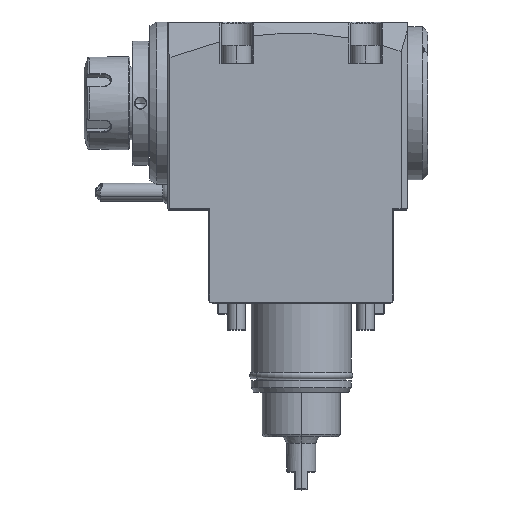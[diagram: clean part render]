
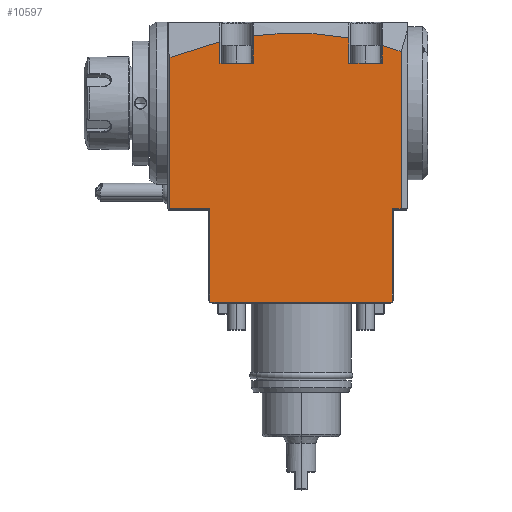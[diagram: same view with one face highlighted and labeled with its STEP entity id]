
A CAD part, top view. The second image highlights one B-rep face of the part: STEP entity #10597.
In plain terms, the highlighted planar face has unit normal (0, 0, 1).
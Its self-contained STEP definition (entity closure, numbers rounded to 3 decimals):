
#3165=DIRECTION('',(-0.265,0.964,0.));
#3166=VECTOR('',#3165,0.114);
#3167=CARTESIAN_POINT('',(23.5,117.491,37.5));
#3168=LINE('',#3167,#3166);
#3169=DIRECTION('',(0.,1.,0.));
#3170=VECTOR('',#3169,9.491);
#3171=CARTESIAN_POINT('',(23.5,108.,37.5));
#3172=LINE('',#3171,#3170);
#3173=DIRECTION('',(0.,-1.,0.));
#3174=VECTOR('',#3173,12.317);
#3175=CARTESIAN_POINT('',(38.5,120.317,37.5));
#3176=LINE('',#3175,#3174);
#3177=CARTESIAN_POINT('',(38.5,120.317,37.5));
#3178=CARTESIAN_POINT('',(45.692,121.235,37.5));
#3179=CARTESIAN_POINT('',(60.05,121.978,37.5));
#3180=CARTESIAN_POINT('',(74.358,120.558,37.5));
#3181=CARTESIAN_POINT('',(81.5,119.311,37.5));
#3183=DIRECTION('',(0.,1.,0.));
#3184=VECTOR('',#3183,11.311);
#3185=CARTESIAN_POINT('',(81.5,108.,37.5));
#3186=LINE('',#3185,#3184);
#3187=DIRECTION('',(0.,-1.,0.));
#3188=VECTOR('',#3187,7.759);
#3189=CARTESIAN_POINT('',(96.5,115.759,37.5));
#3190=LINE('',#3189,#3188);
#3191=DIRECTION('',(-0.268,-0.963,0.));
#3192=VECTOR('',#3191,0.135);
#3193=CARTESIAN_POINT('',(96.536,115.889,37.5));
#3194=LINE('',#3193,#3192);
#3195=CARTESIAN_POINT('',(96.536,115.889,37.5));
#3196=CARTESIAN_POINT('',(99.382,115.09,37.5));
#3197=CARTESIAN_POINT('',(102.203,114.212,37.5));
#3198=CARTESIAN_POINT('',(105.,113.259,37.5));
#3200=DIRECTION('',(0.,-1.,0.));
#3201=VECTOR('',#3200,70.759);
#3202=CARTESIAN_POINT('',(105.,113.259,37.5));
#3203=LINE('',#3202,#3201);
#3204=DIRECTION('',(1.,0.,0.));
#3205=VECTOR('',#3204,4.);
#3206=CARTESIAN_POINT('',(101.,42.5,37.5));
#3207=LINE('',#3206,#3205);
#3208=DIRECTION('',(0.,1.,0.));
#3209=VECTOR('',#3208,42.);
#3210=CARTESIAN_POINT('',(101.,0.5,37.5));
#3211=LINE('',#3210,#3209);
#3212=DIRECTION('',(-1.,0.,0.));
#3213=VECTOR('',#3212,82.);
#3214=CARTESIAN_POINT('',(101.,0.5,37.5));
#3215=LINE('',#3214,#3213);
#3216=DIRECTION('',(0.,-1.,0.));
#3217=VECTOR('',#3216,42.);
#3218=CARTESIAN_POINT('',(19.,42.5,37.5));
#3219=LINE('',#3218,#3217);
#3220=DIRECTION('',(1.,0.,0.));
#3221=VECTOR('',#3220,18.);
#3222=CARTESIAN_POINT('',(1.,42.5,37.5));
#3223=LINE('',#3222,#3221);
#3224=DIRECTION('',(0.,1.,0.));
#3225=VECTOR('',#3224,68.062);
#3226=CARTESIAN_POINT('',(1.,42.5,37.5));
#3227=LINE('',#3226,#3225);
#3228=CARTESIAN_POINT('',(23.47,117.601,37.5));
#3229=CARTESIAN_POINT('',(15.807,115.81,37.5));
#3230=CARTESIAN_POINT('',(8.324,113.441,37.5));
#3231=CARTESIAN_POINT('',(1.,110.562,37.5));
#3266=CARTESIAN_POINT('',(1.,110.562,37.5));
#3901=CARTESIAN_POINT('',(105.,113.259,37.5));
#4176=DIRECTION('',(-1.,0.,0.));
#4177=VECTOR('',#4176,15.);
#4178=CARTESIAN_POINT('',(96.5,108.,37.5));
#4179=LINE('',#4178,#4177);
#4229=CARTESIAN_POINT('',(38.5,120.317,37.5));
#4273=DIRECTION('',(-1.,0.,0.));
#4274=VECTOR('',#4273,15.);
#4275=CARTESIAN_POINT('',(38.5,108.,37.5));
#4276=LINE('',#4275,#4274);
#6446=CARTESIAN_POINT('',(19.,42.5,37.5));
#6448=VERTEX_POINT('',#6446);
#6457=CARTESIAN_POINT('',(101.,0.5,37.5));
#6458=CARTESIAN_POINT('',(19.,0.5,37.5));
#6459=VERTEX_POINT('',#6457);
#6460=VERTEX_POINT('',#6458);
#6478=CARTESIAN_POINT('',(101.,42.5,37.5));
#6480=VERTEX_POINT('',#6478);
#6498=CARTESIAN_POINT('',(105.,42.5,37.5));
#6500=VERTEX_POINT('',#6498);
#6518=VERTEX_POINT('',#3901);
#6531=VERTEX_POINT('',#3266);
#6547=CARTESIAN_POINT('',(23.5,117.491,37.5));
#6549=VERTEX_POINT('',#6547);
#6564=CARTESIAN_POINT('',(23.47,117.601,37.5));
#6565=VERTEX_POINT('',#6564);
#6570=CARTESIAN_POINT('',(96.536,115.889,37.5));
#6571=VERTEX_POINT('',#6570);
#6575=VERTEX_POINT('',#4229);
#6576=CARTESIAN_POINT('',(38.5,108.,37.5));
#6577=VERTEX_POINT('',#6576);
#6602=VERTEX_POINT('',#3181);
#6608=CARTESIAN_POINT('',(81.5,108.,37.5));
#6610=VERTEX_POINT('',#6608);
#6613=CARTESIAN_POINT('',(96.5,115.759,37.5));
#6614=VERTEX_POINT('',#6613);
#6664=CARTESIAN_POINT('',(96.5,108.,37.5));
#6666=VERTEX_POINT('',#6664);
#6668=CARTESIAN_POINT('',(23.5,108.,37.5));
#6669=VERTEX_POINT('',#6668);
#6677=CARTESIAN_POINT('',(1.,42.5,37.5));
#6679=VERTEX_POINT('',#6677);
#10555=CARTESIAN_POINT('',(0.,126.5,37.5));
#10556=DIRECTION('',(0.,0.,1.));
#10557=DIRECTION('',(0.,-1.,0.));
#10558=AXIS2_PLACEMENT_3D('',#10555,#10556,#10557);
#10559=PLANE('',#10558);
#10561=ORIENTED_EDGE('',*,*,#10560,.F.);
#10563=ORIENTED_EDGE('',*,*,#10562,.F.);
#10565=ORIENTED_EDGE('',*,*,#10564,.F.);
#10567=ORIENTED_EDGE('',*,*,#10566,.F.);
#10569=ORIENTED_EDGE('',*,*,#10568,.T.);
#10571=ORIENTED_EDGE('',*,*,#10570,.F.);
#10573=ORIENTED_EDGE('',*,*,#10572,.F.);
#10575=ORIENTED_EDGE('',*,*,#10574,.F.);
#10577=ORIENTED_EDGE('',*,*,#10576,.F.);
#10579=ORIENTED_EDGE('',*,*,#10578,.T.);
#10581=ORIENTED_EDGE('',*,*,#10580,.T.);
#10583=ORIENTED_EDGE('',*,*,#10582,.F.);
#10585=ORIENTED_EDGE('',*,*,#10584,.F.);
#10586=ORIENTED_EDGE('',*,*,#10546,.T.);
#10588=ORIENTED_EDGE('',*,*,#10587,.F.);
#10590=ORIENTED_EDGE('',*,*,#10589,.F.);
#10592=ORIENTED_EDGE('',*,*,#10591,.T.);
#10594=ORIENTED_EDGE('',*,*,#10593,.F.);
#10595=EDGE_LOOP('',(#10561,#10563,#10565,#10567,#10569,#10571,#10573,#10575,
#10577,#10579,#10581,#10583,#10585,#10586,#10588,#10590,#10592,#10594));
#10596=FACE_OUTER_BOUND('',#10595,.F.);
#3182=B_SPLINE_CURVE_WITH_KNOTS('',3,(#3177,#3178,#3179,#3180,#3181),
.UNSPECIFIED.,.F.,.F.,(4,1,4),(0.,0.5,1.),.UNSPECIFIED.);
#3199=B_SPLINE_CURVE_WITH_KNOTS('',3,(#3195,#3196,#3197,#3198),.UNSPECIFIED.,
.F.,.F.,(4,4),(0.,1.),.UNSPECIFIED.);
#3232=B_SPLINE_CURVE_WITH_KNOTS('',3,(#3228,#3229,#3230,#3231),.UNSPECIFIED.,
.F.,.F.,(4,4),(0.,1.),.UNSPECIFIED.);
#10546=EDGE_CURVE('',#6459,#6460,#3215,.T.);
#10560=EDGE_CURVE('',#6549,#6565,#3168,.T.);
#10562=EDGE_CURVE('',#6669,#6549,#3172,.T.);
#10564=EDGE_CURVE('',#6577,#6669,#4276,.T.);
#10566=EDGE_CURVE('',#6575,#6577,#3176,.T.);
#10568=EDGE_CURVE('',#6575,#6602,#3182,.T.);
#10570=EDGE_CURVE('',#6610,#6602,#3186,.T.);
#10572=EDGE_CURVE('',#6666,#6610,#4179,.T.);
#10574=EDGE_CURVE('',#6614,#6666,#3190,.T.);
#10576=EDGE_CURVE('',#6571,#6614,#3194,.T.);
#10578=EDGE_CURVE('',#6571,#6518,#3199,.T.);
#10580=EDGE_CURVE('',#6518,#6500,#3203,.T.);
#10582=EDGE_CURVE('',#6480,#6500,#3207,.T.);
#10584=EDGE_CURVE('',#6459,#6480,#3211,.T.);
#10587=EDGE_CURVE('',#6448,#6460,#3219,.T.);
#10589=EDGE_CURVE('',#6679,#6448,#3223,.T.);
#10591=EDGE_CURVE('',#6679,#6531,#3227,.T.);
#10593=EDGE_CURVE('',#6565,#6531,#3232,.T.);
#10597=ADVANCED_FACE('',(#10596),#10559,.T.);
